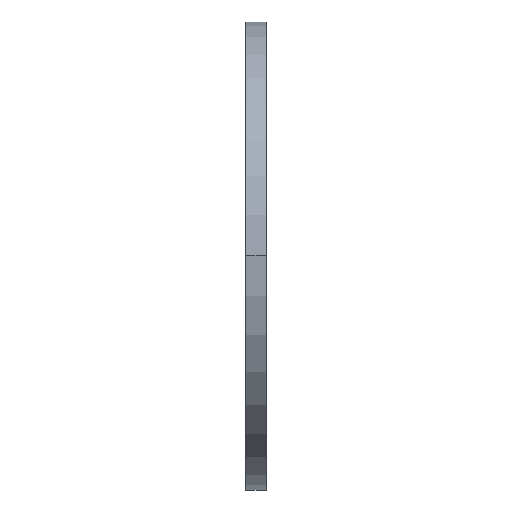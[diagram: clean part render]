
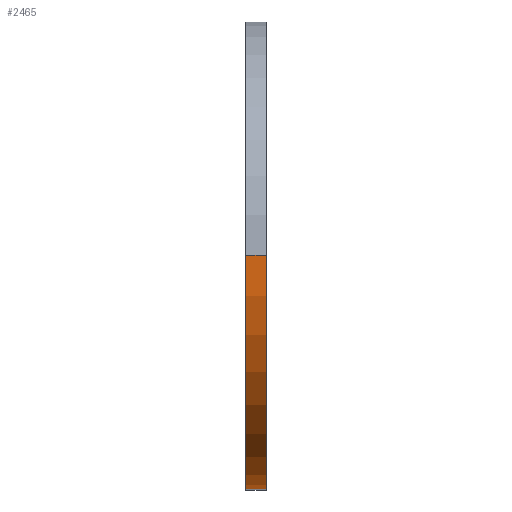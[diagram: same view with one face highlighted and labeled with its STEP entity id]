
A CAD part, top view. The second image highlights one B-rep face of the part: STEP entity #2465.
In plain terms, the highlighted cylindrical face has radius 57.5 mm (diameter 115 mm), a partial arc.
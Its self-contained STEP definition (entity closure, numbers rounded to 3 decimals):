
#43 = DIRECTION ( 'NONE',  ( 0., 0., 1. ) ) ;
#353 = AXIS2_PLACEMENT_3D ( 'NONE', #5176, #781, #6117 ) ;
#781 = DIRECTION ( 'NONE',  ( 1., 0., 0. ) ) ;
#1013 = EDGE_CURVE ( 'NONE', #5522, #1280, #3261, .T. ) ;
#1280 = VERTEX_POINT ( 'NONE', #6240 ) ;
#1523 = CARTESIAN_POINT ( 'NONE',  ( 5., 0., 0. ) ) ;
#1582 = EDGE_CURVE ( 'NONE', #1280, #5576, #3522, .T. ) ;
#1679 = VECTOR ( 'NONE', #1744, 1000. ) ;
#1744 = DIRECTION ( 'NONE',  ( -1., 0., 0. ) ) ;
#1793 = CARTESIAN_POINT ( 'NONE',  ( 5., 0., 57.5 ) ) ;
#1917 = EDGE_LOOP ( 'NONE', ( #5301, #5428, #4058, #2234 ) ) ;
#1923 = DIRECTION ( 'NONE',  ( -1., 0., 0. ) ) ;
#1992 = CARTESIAN_POINT ( 'NONE',  ( 5., -57.5, 0. ) ) ;
#2234 = ORIENTED_EDGE ( 'NONE', *, *, #5346, .F. ) ;
#2329 = FACE_OUTER_BOUND ( 'NONE', #1917, .T. ) ;
#2465 = ADVANCED_FACE ( 'NONE', ( #2329 ), #4278, .T. ) ;
#2513 = AXIS2_PLACEMENT_3D ( 'NONE', #1523, #4421, #43 ) ;
#3017 = CARTESIAN_POINT ( 'NONE',  ( 5., -57.5, 0. ) ) ;
#3151 = AXIS2_PLACEMENT_3D ( 'NONE', #5003, #4078, #4974 ) ;
#3228 = CARTESIAN_POINT ( 'NONE',  ( 5., 0., 57.5 ) ) ;
#3261 = LINE ( 'NONE', #3228, #1679 ) ;
#3368 = CARTESIAN_POINT ( 'NONE',  ( 0., -57.5, 0. ) ) ;
#3522 = CIRCLE ( 'NONE', #353, 57.5 ) ;
#3524 = VERTEX_POINT ( 'NONE', #3017 ) ;
#3798 = LINE ( 'NONE', #1992, #3829 ) ;
#3829 = VECTOR ( 'NONE', #1923, 1000. ) ;
#4058 = ORIENTED_EDGE ( 'NONE', *, *, #1582, .T. ) ;
#4078 = DIRECTION ( 'NONE',  ( -1., 0., 0. ) ) ;
#4278 = CYLINDRICAL_SURFACE ( 'NONE', #3151, 57.5 ) ;
#4421 = DIRECTION ( 'NONE',  ( 1., 0., 0. ) ) ;
#4974 = DIRECTION ( 'NONE',  ( 0., 0., 1. ) ) ;
#4985 = EDGE_CURVE ( 'NONE', #5522, #3524, #5874, .T. ) ;
#5003 = CARTESIAN_POINT ( 'NONE',  ( 5., 0., 0. ) ) ;
#5176 = CARTESIAN_POINT ( 'NONE',  ( 0., 0., 0. ) ) ;
#5301 = ORIENTED_EDGE ( 'NONE', *, *, #4985, .F. ) ;
#5346 = EDGE_CURVE ( 'NONE', #3524, #5576, #3798, .T. ) ;
#5428 = ORIENTED_EDGE ( 'NONE', *, *, #1013, .T. ) ;
#5522 = VERTEX_POINT ( 'NONE', #1793 ) ;
#5576 = VERTEX_POINT ( 'NONE', #3368 ) ;
#5874 = CIRCLE ( 'NONE', #2513, 57.5 ) ;
#6117 = DIRECTION ( 'NONE',  ( 0., 0., 1. ) ) ;
#6240 = CARTESIAN_POINT ( 'NONE',  ( 0., 0., 57.5 ) ) ;
